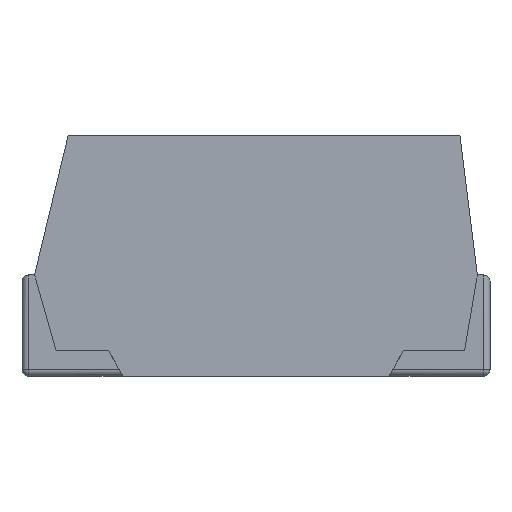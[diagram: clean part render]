
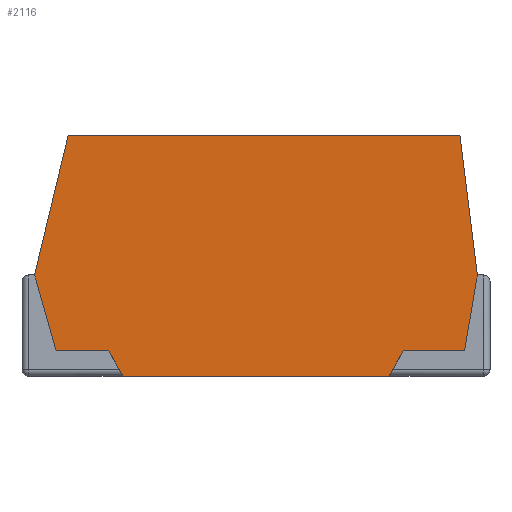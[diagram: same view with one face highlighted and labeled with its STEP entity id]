
A CAD part, front view. The second image highlights one B-rep face of the part: STEP entity #2116.
In plain terms, the highlighted planar face has unit normal (0, -1, 0).
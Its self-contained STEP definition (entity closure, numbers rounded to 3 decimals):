
#69=PLANE('',#2297);
#159=FACE_OUTER_BOUND('',#299,.T.);
#299=EDGE_LOOP('',(#1525,#1526,#1527,#1528,#1529,#1530,#1531,#1532,#1533,
#1534));
#423=LINE('',#3206,#641);
#456=LINE('',#3290,#674);
#457=LINE('',#3291,#675);
#458=LINE('',#3293,#676);
#459=LINE('',#3295,#677);
#460=LINE('',#3297,#678);
#461=LINE('',#3299,#679);
#462=LINE('',#3301,#680);
#463=LINE('',#3303,#681);
#464=LINE('',#3304,#682);
#641=VECTOR('',#2539,10.);
#674=VECTOR('',#2614,10.);
#675=VECTOR('',#2615,10.);
#676=VECTOR('',#2616,10.);
#677=VECTOR('',#2617,10.);
#678=VECTOR('',#2618,10.);
#679=VECTOR('',#2619,10.);
#680=VECTOR('',#2620,10.);
#681=VECTOR('',#2621,10.);
#682=VECTOR('',#2622,10.);
#931=VERTEX_POINT('',#3203);
#932=VERTEX_POINT('',#3205);
#961=VERTEX_POINT('',#3288);
#962=VERTEX_POINT('',#3289);
#963=VERTEX_POINT('',#3292);
#964=VERTEX_POINT('',#3294);
#965=VERTEX_POINT('',#3296);
#966=VERTEX_POINT('',#3298);
#967=VERTEX_POINT('',#3300);
#968=VERTEX_POINT('',#3302);
#1127=EDGE_CURVE('',#932,#931,#423,.T.);
#1168=EDGE_CURVE('',#961,#962,#456,.T.);
#1169=EDGE_CURVE('',#962,#932,#457,.T.);
#1170=EDGE_CURVE('',#931,#963,#458,.T.);
#1171=EDGE_CURVE('',#963,#964,#459,.T.);
#1172=EDGE_CURVE('',#964,#965,#460,.T.);
#1173=EDGE_CURVE('',#965,#966,#461,.T.);
#1174=EDGE_CURVE('',#966,#967,#462,.T.);
#1175=EDGE_CURVE('',#967,#968,#463,.T.);
#1176=EDGE_CURVE('',#968,#961,#464,.T.);
#1525=ORIENTED_EDGE('',*,*,#1168,.T.);
#1526=ORIENTED_EDGE('',*,*,#1169,.T.);
#1527=ORIENTED_EDGE('',*,*,#1127,.T.);
#1528=ORIENTED_EDGE('',*,*,#1170,.T.);
#1529=ORIENTED_EDGE('',*,*,#1171,.T.);
#1530=ORIENTED_EDGE('',*,*,#1172,.T.);
#1531=ORIENTED_EDGE('',*,*,#1173,.T.);
#1532=ORIENTED_EDGE('',*,*,#1174,.T.);
#1533=ORIENTED_EDGE('',*,*,#1175,.T.);
#1534=ORIENTED_EDGE('',*,*,#1176,.T.);
#2116=ADVANCED_FACE('',(#159),#69,.T.);
#2297=AXIS2_PLACEMENT_3D('',#3287,#2612,#2613);
#2539=DIRECTION('',(-1.,0.,0.));
#2612=DIRECTION('center_axis',(0.,-1.,0.));
#2613=DIRECTION('ref_axis',(0.,0.,-1.));
#2614=DIRECTION('',(0.166,0.,0.986));
#2615=DIRECTION('',(-0.124,0.,0.992));
#2616=DIRECTION('',(-0.234,0.,-0.972));
#2617=DIRECTION('',(0.271,0.,-0.963));
#2618=DIRECTION('',(1.,0.,0.));
#2619=DIRECTION('',(0.5,0.,-0.866));
#2620=DIRECTION('',(1.,0.,0.));
#2621=DIRECTION('',(0.5,0.,0.866));
#2622=DIRECTION('',(1.,0.,0.));
#3203=CARTESIAN_POINT('',(0.365,-1.75,1.9));
#3205=CARTESIAN_POINT('',(3.462,-1.75,1.9));
#3206=CARTESIAN_POINT('',(3.7,-1.75,1.9));
#3287=CARTESIAN_POINT('Origin',(1.85,-1.75,0.95));
#3288=CARTESIAN_POINT('',(3.499,-1.75,0.2));
#3289=CARTESIAN_POINT('',(3.6,-1.75,0.8));
#3290=CARTESIAN_POINT('',(3.499,-1.75,0.2));
#3291=CARTESIAN_POINT('',(3.6,-1.75,0.8));
#3292=CARTESIAN_POINT('',(0.1,-1.75,0.8));
#3293=CARTESIAN_POINT('',(0.365,-1.75,1.9));
#3294=CARTESIAN_POINT('',(0.269,-1.75,0.2));
#3295=CARTESIAN_POINT('',(0.1,-1.75,0.8));
#3296=CARTESIAN_POINT('',(0.685,-1.75,0.2));
#3297=CARTESIAN_POINT('',(0.269,-1.75,0.2));
#3298=CARTESIAN_POINT('',(0.8,-1.75,0.));
#3299=CARTESIAN_POINT('',(0.685,-1.75,0.2));
#3300=CARTESIAN_POINT('',(2.9,-1.75,0.));
#3301=CARTESIAN_POINT('',(0.,-1.75,0.));
#3302=CARTESIAN_POINT('',(3.015,-1.75,0.2));
#3303=CARTESIAN_POINT('',(2.9,-1.75,0.));
#3304=CARTESIAN_POINT('',(3.015,-1.75,0.2));
